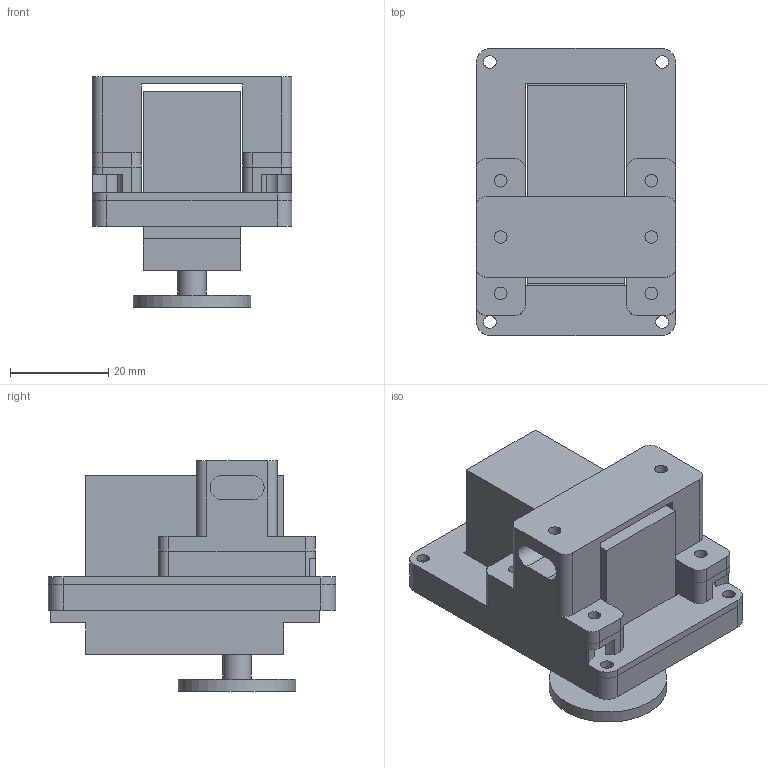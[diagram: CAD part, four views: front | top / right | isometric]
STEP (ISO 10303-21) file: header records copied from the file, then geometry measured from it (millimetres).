
FILE_DESCRIPTION(/* description */ (''),/* implementation_level */ '2;1');
FILE_NAME(/* name */ 'Servo block R5 v10.step',/* time_stamp */ '2021-11-04T13:18:57-04:00',/* author */ (''),/* organization */ (''),/* preprocessor_version */ 'ST-DEVELOPER v18.1',/* originating_system */ 'Autodesk Translation Framework v10.10.0.1391',/* authorisation */ '');
FILE_SCHEMA (('AUTOMOTIVE_DESIGN { 1 0 10303 214 3 1 1 }'));
Length unit declared in the file: millimetre
Products named in the file (9): Servo block R5; HS-311; MG995 v1 (1); bracket front; bracket back; mag block 1; mag bracket; mag block 1(Mirror); mag lid 1(Mirror)
Assembly tree (8 placements, depth 3):
  Servo block R5
    HS-311
      MG995 v1 (1)
    bracket front
    bracket back
    mag block 1
    mag bracket
    mag block 1(Mirror)
    mag lid 1(Mirror)
Bounding box: 40.7 x 58.61 x 47.06 mm (x, y, z)
Volume: 46502.5 mm3; surface area: 23729.6 mm2
Topology: 6 solids, 6 shells, 190 faces, 498 edges, 332 vertices
Faces by surface type: plane 104, cylinder 86
Full cylindrical faces by diameter (mm): 1 x2, 2.56 x18, 3.5 x4, 4.4 x8, 5.8 x1, 6.85 x4, 23.96 x1
Entity records: 6318 total; most frequent: DIRECTION 1086, CARTESIAN_POINT 1037, ORIENTED_EDGE 996, EDGE_CURVE 498, AXIS2_PLACEMENT_3D 381, VERTEX_POINT 332, LINE 324, VECTOR 324
